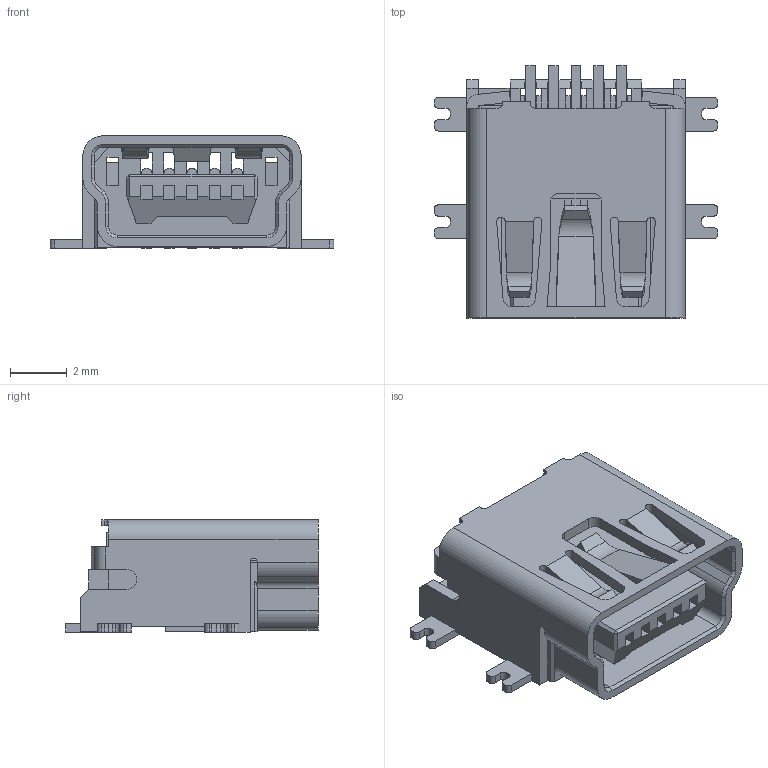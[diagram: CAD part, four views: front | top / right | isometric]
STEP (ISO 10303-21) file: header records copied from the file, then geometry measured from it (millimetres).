
FILE_DESCRIPTION(('FreeCAD Model'),'2;1');
FILE_NAME('mini_usb_90.step', '2013-06-05T12:48:13',('FreeCAD'),('FreeCAD'), 'Open CASCADE STEP processor 6.5','FreeCAD','Unknown');
FILE_SCHEMA(('AUTOMOTIVE_DESIGN_CC2 { 1 2 10303 214 -1 1 5 4 }'));
Length unit declared in the file: millimetre
Products named in the file (1): USB_Mini_B_SMD_buchse
Bounding box: 10 x 8.9 x 3.96 mm (x, y, z)
Volume: 126.6 mm3; surface area: 594.1 mm2
Topology: 1 solids, 1 shells, 476 faces, 1384 edges, 895 vertices
Faces by surface type: plane 366, cylinder 84, bspline 18, cone 8
Entity records: 36857 total; most frequent: CARTESIAN_POINT 10310, DIRECTION 4596, LINE 3282, VECTOR 3282, ORIENTED_EDGE 2768, PCURVE 2768, DEFINITIONAL_REPRESENTATION 2768, EDGE_CURVE 1384
